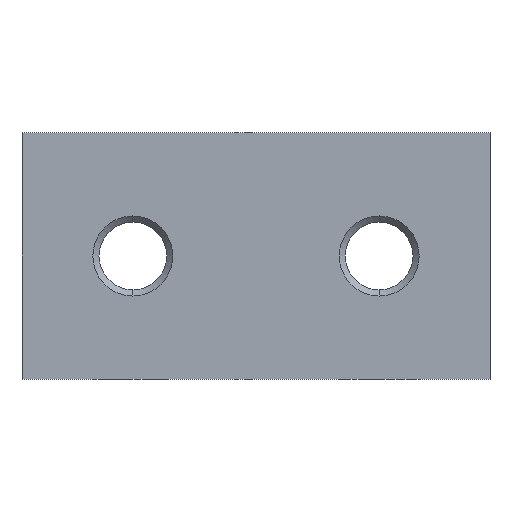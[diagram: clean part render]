
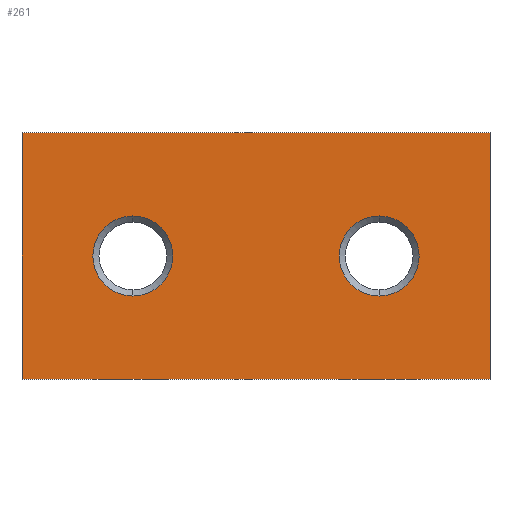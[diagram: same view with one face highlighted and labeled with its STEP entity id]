
A CAD part, front view. The second image highlights one B-rep face of the part: STEP entity #261.
In plain terms, the highlighted planar face has unit normal (0, -1, 0).
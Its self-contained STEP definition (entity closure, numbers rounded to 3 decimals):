
#17 = DIRECTION ( 'NONE',  ( 0., 1., 0. ) ) ;
#21 = EDGE_CURVE ( 'NONE', #648, #310, #598, .T. ) ;
#54 = EDGE_CURVE ( 'NONE', #497, #318, #678, .T. ) ;
#56 = DIRECTION ( 'NONE',  ( 0., 1., 0. ) ) ;
#74 = VECTOR ( 'NONE', #309, 1000. ) ;
#119 = DIRECTION ( 'NONE',  ( 0., 1., 0. ) ) ;
#143 = CARTESIAN_POINT ( 'NONE',  ( 9., 0., 6.75 ) ) ;
#144 = VECTOR ( 'NONE', #549, 1000. ) ;
#158 = LINE ( 'NONE', #1048, #904 ) ;
#176 = VERTEX_POINT ( 'NONE', #295 ) ;
#204 = CARTESIAN_POINT ( 'NONE',  ( 38., 0., 20. ) ) ;
#215 = VECTOR ( 'NONE', #745, 1000. ) ;
#240 = CARTESIAN_POINT ( 'NONE',  ( 38., 0., 20. ) ) ;
#261 = ADVANCED_FACE ( 'NONE', ( #871, #469, #465 ), #808, .F. ) ;
#268 = EDGE_CURVE ( 'NONE', #322, #1010, #680, .T. ) ;
#280 = EDGE_CURVE ( 'NONE', #497, #877, #792, .T. ) ;
#295 = CARTESIAN_POINT ( 'NONE',  ( 0., 0., 0. ) ) ;
#309 = DIRECTION ( 'NONE',  ( 0., 0., -1. ) ) ;
#310 = VERTEX_POINT ( 'NONE', #329 ) ;
#318 = VERTEX_POINT ( 'NONE', #991 ) ;
#322 = VERTEX_POINT ( 'NONE', #753 ) ;
#329 = CARTESIAN_POINT ( 'NONE',  ( 29., 0., 13.25 ) ) ;
#336 = EDGE_CURVE ( 'NONE', #877, #176, #355, .T. ) ;
#343 = CARTESIAN_POINT ( 'NONE',  ( 29., 0., 10. ) ) ;
#347 = EDGE_LOOP ( 'NONE', ( #843, #628, #817, #687 ) ) ;
#355 = LINE ( 'NONE', #677, #215 ) ;
#357 = AXIS2_PLACEMENT_3D ( 'NONE', #845, #119, #1012 ) ;
#372 = AXIS2_PLACEMENT_3D ( 'NONE', #343, #17, #686 ) ;
#373 = CIRCLE ( 'NONE', #357, 3.25 ) ;
#395 = DIRECTION ( 'NONE',  ( 0., 0., 1. ) ) ;
#398 = CARTESIAN_POINT ( 'NONE',  ( 38., 0., 20. ) ) ;
#417 = EDGE_LOOP ( 'NONE', ( #619, #1044 ) ) ;
#440 = AXIS2_PLACEMENT_3D ( 'NONE', #569, #729, #1049 ) ;
#465 = FACE_OUTER_BOUND ( 'NONE', #347, .T. ) ;
#469 = FACE_BOUND ( 'NONE', #417, .T. ) ;
#485 = DIRECTION ( 'NONE',  ( 0., 0., -1. ) ) ;
#497 = VERTEX_POINT ( 'NONE', #204 ) ;
#512 = AXIS2_PLACEMENT_3D ( 'NONE', #965, #56, #395 ) ;
#519 = CARTESIAN_POINT ( 'NONE',  ( 38., 0., 0. ) ) ;
#524 = EDGE_CURVE ( 'NONE', #310, #648, #373, .T. ) ;
#544 = AXIS2_PLACEMENT_3D ( 'NONE', #398, #1039, #725 ) ;
#549 = DIRECTION ( 'NONE',  ( -1., 0., 0. ) ) ;
#569 = CARTESIAN_POINT ( 'NONE',  ( 9., 0., 10. ) ) ;
#574 = CARTESIAN_POINT ( 'NONE',  ( 29., 0., 6.75 ) ) ;
#597 = EDGE_LOOP ( 'NONE', ( #951, #966 ) ) ;
#598 = CIRCLE ( 'NONE', #372, 3.25 ) ;
#619 = ORIENTED_EDGE ( 'NONE', *, *, #1069, .T. ) ;
#628 = ORIENTED_EDGE ( 'NONE', *, *, #336, .F. ) ;
#648 = VERTEX_POINT ( 'NONE', #574 ) ;
#677 = CARTESIAN_POINT ( 'NONE',  ( 38., 0., 0. ) ) ;
#678 = LINE ( 'NONE', #788, #144 ) ;
#680 = CIRCLE ( 'NONE', #440, 3.25 ) ;
#685 = EDGE_CURVE ( 'NONE', #318, #176, #158, .T. ) ;
#686 = DIRECTION ( 'NONE',  ( 0., 0., 1. ) ) ;
#687 = ORIENTED_EDGE ( 'NONE', *, *, #54, .T. ) ;
#725 = DIRECTION ( 'NONE',  ( 0., 0., 1. ) ) ;
#729 = DIRECTION ( 'NONE',  ( 0., 1., 0. ) ) ;
#745 = DIRECTION ( 'NONE',  ( -1., 0., 0. ) ) ;
#753 = CARTESIAN_POINT ( 'NONE',  ( 9., 0., 13.25 ) ) ;
#788 = CARTESIAN_POINT ( 'NONE',  ( 38., 0., 20. ) ) ;
#792 = LINE ( 'NONE', #240, #74 ) ;
#808 = PLANE ( 'NONE',  #544 ) ;
#817 = ORIENTED_EDGE ( 'NONE', *, *, #280, .F. ) ;
#843 = ORIENTED_EDGE ( 'NONE', *, *, #685, .T. ) ;
#845 = CARTESIAN_POINT ( 'NONE',  ( 29., 0., 10. ) ) ;
#871 = FACE_BOUND ( 'NONE', #597, .T. ) ;
#877 = VERTEX_POINT ( 'NONE', #519 ) ;
#904 = VECTOR ( 'NONE', #485, 1000. ) ;
#951 = ORIENTED_EDGE ( 'NONE', *, *, #21, .T. ) ;
#965 = CARTESIAN_POINT ( 'NONE',  ( 9., 0., 10. ) ) ;
#966 = ORIENTED_EDGE ( 'NONE', *, *, #524, .T. ) ;
#972 = CIRCLE ( 'NONE', #512, 3.25 ) ;
#991 = CARTESIAN_POINT ( 'NONE',  ( 0., 0., 20. ) ) ;
#1010 = VERTEX_POINT ( 'NONE', #143 ) ;
#1012 = DIRECTION ( 'NONE',  ( 0., 0., 1. ) ) ;
#1039 = DIRECTION ( 'NONE',  ( 0., 1., 0. ) ) ;
#1044 = ORIENTED_EDGE ( 'NONE', *, *, #268, .T. ) ;
#1048 = CARTESIAN_POINT ( 'NONE',  ( 0., 0., 20. ) ) ;
#1049 = DIRECTION ( 'NONE',  ( 0., 0., 1. ) ) ;
#1069 = EDGE_CURVE ( 'NONE', #1010, #322, #972, .T. ) ;
